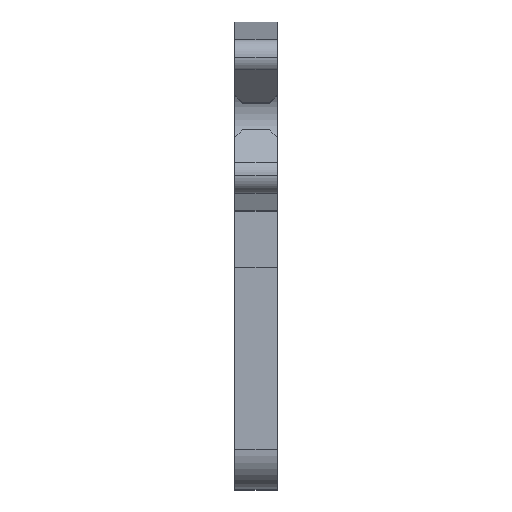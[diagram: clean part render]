
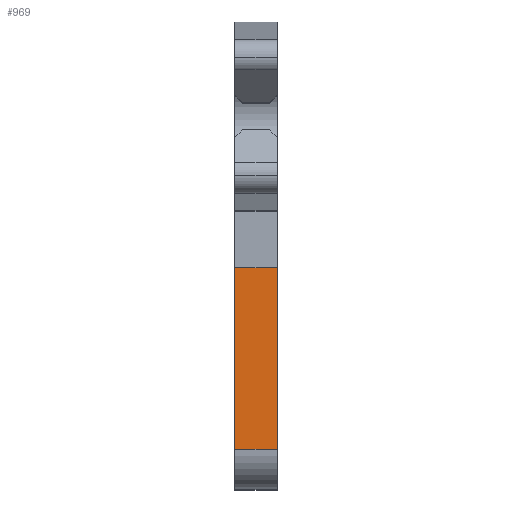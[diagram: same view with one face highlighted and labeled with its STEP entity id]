
A CAD part, top view. The second image highlights one B-rep face of the part: STEP entity #969.
In plain terms, the highlighted planar face has unit normal (0, 0, 1).
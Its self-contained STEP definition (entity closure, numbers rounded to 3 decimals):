
#23 = VECTOR ( 'NONE', #859, 1000. ) ;
#35 = AXIS2_PLACEMENT_3D ( 'NONE', #500, #155, #768 ) ;
#136 = CARTESIAN_POINT ( 'NONE',  ( -0.3, -4.648, -1.473 ) ) ;
#148 = PLANE ( 'NONE',  #35 ) ;
#155 = DIRECTION ( 'NONE',  ( 0., 0., -1. ) ) ;
#159 = ORIENTED_EDGE ( 'NONE', *, *, #957, .F. ) ;
#162 = FACE_OUTER_BOUND ( 'NONE', #199, .T. ) ;
#173 = CARTESIAN_POINT ( 'NONE',  ( 0.3, -4.648, -1.473 ) ) ;
#189 = CARTESIAN_POINT ( 'NONE',  ( 0.3, -2.108, -1.473 ) ) ;
#199 = EDGE_LOOP ( 'NONE', ( #809, #159, #445, #740 ) ) ;
#373 = VECTOR ( 'NONE', #1008, 1000. ) ;
#377 = CARTESIAN_POINT ( 'NONE',  ( -0.3, -2.108, -1.473 ) ) ;
#394 = EDGE_CURVE ( 'NONE', #999, #402, #1131, .T. ) ;
#402 = VERTEX_POINT ( 'NONE', #377 ) ;
#406 = VECTOR ( 'NONE', #842, 1000. ) ;
#445 = ORIENTED_EDGE ( 'NONE', *, *, #1143, .F. ) ;
#500 = CARTESIAN_POINT ( 'NONE',  ( 0.3, -4.648, -1.473 ) ) ;
#503 = CARTESIAN_POINT ( 'NONE',  ( 0.3, -4.648, -1.473 ) ) ;
#595 = LINE ( 'NONE', #173, #1110 ) ;
#666 = CARTESIAN_POINT ( 'NONE',  ( 0.3, -4.648, -1.473 ) ) ;
#740 = ORIENTED_EDGE ( 'NONE', *, *, #394, .T. ) ;
#768 = DIRECTION ( 'NONE',  ( -1., 0., 0. ) ) ;
#775 = CARTESIAN_POINT ( 'NONE',  ( -0.3, -4.648, -1.473 ) ) ;
#786 = LINE ( 'NONE', #136, #406 ) ;
#788 = DIRECTION ( 'NONE',  ( 0., -1., 0. ) ) ;
#809 = ORIENTED_EDGE ( 'NONE', *, *, #877, .T. ) ;
#828 = VERTEX_POINT ( 'NONE', #666 ) ;
#842 = DIRECTION ( 'NONE',  ( 0., -1., 0. ) ) ;
#859 = DIRECTION ( 'NONE',  ( -1., 0., 0. ) ) ;
#877 = EDGE_CURVE ( 'NONE', #402, #963, #786, .T. ) ;
#957 = EDGE_CURVE ( 'NONE', #828, #963, #1092, .T. ) ;
#963 = VERTEX_POINT ( 'NONE', #775 ) ;
#969 = ADVANCED_FACE ( 'NONE', ( #162 ), #148, .F. ) ;
#999 = VERTEX_POINT ( 'NONE', #1133 ) ;
#1008 = DIRECTION ( 'NONE',  ( -1., 0., 0. ) ) ;
#1092 = LINE ( 'NONE', #503, #23 ) ;
#1110 = VECTOR ( 'NONE', #788, 1000. ) ;
#1131 = LINE ( 'NONE', #189, #373 ) ;
#1133 = CARTESIAN_POINT ( 'NONE',  ( 0.3, -2.108, -1.473 ) ) ;
#1143 = EDGE_CURVE ( 'NONE', #999, #828, #595, .T. ) ;
